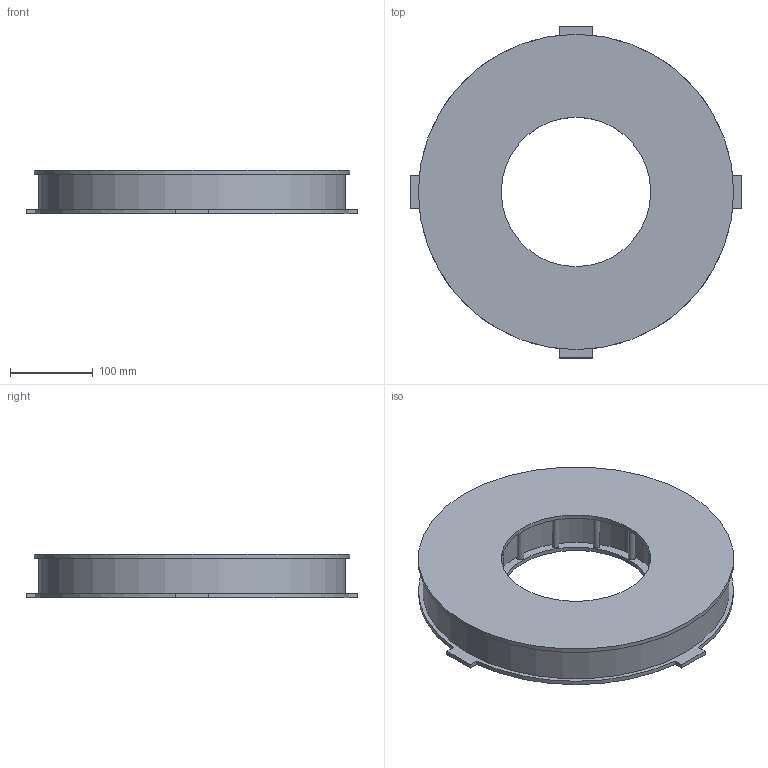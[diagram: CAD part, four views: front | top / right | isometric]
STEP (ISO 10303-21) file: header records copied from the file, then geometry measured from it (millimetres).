
FILE_DESCRIPTION(('Open CASCADE Model'),'2;1');
FILE_NAME('Open CASCADE Shape Model','2025-08-08T09:15:46',('Author'),( 'Open CASCADE'),'Open CASCADE STEP processor 7.7','Open CASCADE 7.7' ,'Unknown');
FILE_SCHEMA(('AUTOMOTIVE_DESIGN { 1 0 10303 214 1 1 1 1 }'));
Length unit declared in the file: millimetre
Products named in the file (1): Open CASCADE STEP translator 7.7 1
Bounding box: 400 x 400 x 52.5 mm (x, y, z)
Volume: 4148028.5 mm3; surface area: 308710.7 mm2
Topology: 1 solids, 1 shells, 39 faces, 99 edges, 66 vertices
Faces by surface type: cylinder 21, plane 18
Full cylindrical faces by diameter (mm): 8 x12, 180 x2, 200 x1, 370 x1, 380 x1
Entity records: 2612 total; most frequent: CARTESIAN_POINT 587, DIRECTION 375, ORIENTED_EDGE 198, PCURVE 198, DEFINITIONAL_REPRESENTATION 198, LINE 197, VECTOR 197, EDGE_CURVE 99
